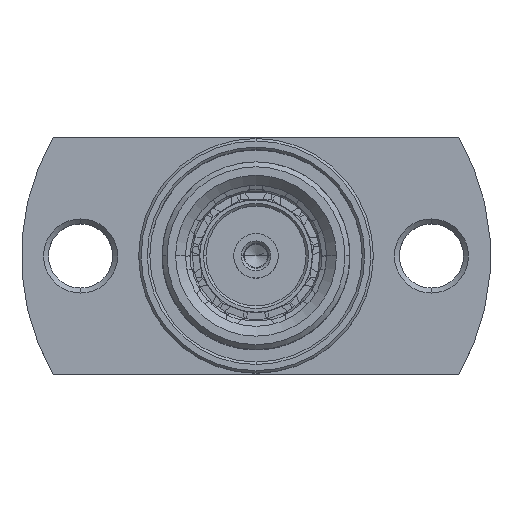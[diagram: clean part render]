
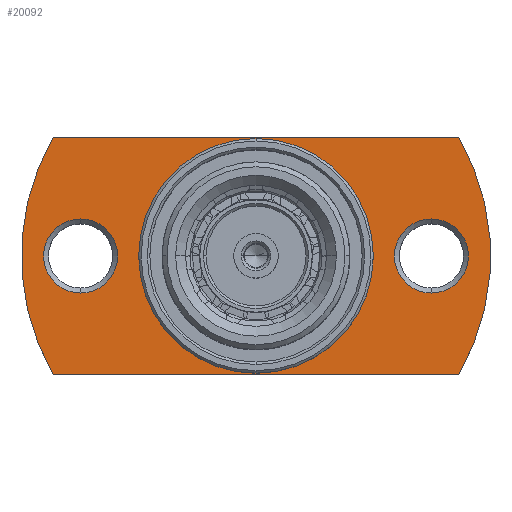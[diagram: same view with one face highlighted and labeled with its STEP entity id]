
A CAD part, top view. The second image highlights one B-rep face of the part: STEP entity #20092.
In plain terms, the highlighted planar face has unit normal (0, 0, 1).
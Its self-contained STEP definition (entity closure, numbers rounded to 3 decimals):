
#84 = ORIENTED_EDGE ( 'NONE', *, *, #11558, .T. ) ;
#239 = CARTESIAN_POINT ( 'NONE',  ( 0., 0., -5.2 ) ) ;
#352 = ORIENTED_EDGE ( 'NONE', *, *, #11883, .F. ) ;
#440 = AXIS2_PLACEMENT_3D ( 'NONE', #17040, #18822, #13853 ) ;
#960 = LINE ( 'NONE', #10925, #2400 ) ;
#1415 = CIRCLE ( 'NONE', #9202, 1.5 ) ;
#1872 = CARTESIAN_POINT ( 'NONE',  ( 0., 0., -5.2 ) ) ;
#2275 = CARTESIAN_POINT ( 'NONE',  ( 7.1, -1.5, -5.2 ) ) ;
#2400 = VECTOR ( 'NONE', #14303, 1000. ) ;
#2668 = DIRECTION ( 'NONE',  ( 0., -1., 0. ) ) ;
#3050 = AXIS2_PLACEMENT_3D ( 'NONE', #12638, #11158, #2668 ) ;
#3092 = CIRCLE ( 'NONE', #10225, 1.5 ) ;
#3552 = ORIENTED_EDGE ( 'NONE', *, *, #12976, .F. ) ;
#3757 = AXIS2_PLACEMENT_3D ( 'NONE', #239, #6698, #13159 ) ;
#4167 = ORIENTED_EDGE ( 'NONE', *, *, #11481, .F. ) ;
#4244 = CARTESIAN_POINT ( 'NONE',  ( 7.1, 1.5, -5.2 ) ) ;
#4246 = CARTESIAN_POINT ( 'NONE',  ( -7.1, 0., -5.2 ) ) ;
#4405 = AXIS2_PLACEMENT_3D ( 'NONE', #14539, #4906, #12955 ) ;
#4906 = DIRECTION ( 'NONE',  ( 0., 0., 1. ) ) ;
#5233 = EDGE_CURVE ( 'NONE', #9407, #9743, #5631, .T. ) ;
#5297 = VERTEX_POINT ( 'NONE', #9548 ) ;
#5631 = CIRCLE ( 'NONE', #16810, 1.5 ) ;
#5694 = DIRECTION ( 'NONE',  ( 0., 0., -1. ) ) ;
#5741 = VERTEX_POINT ( 'NONE', #8323 ) ;
#5766 = CIRCLE ( 'NONE', #4405, 9.5 ) ;
#5996 = CIRCLE ( 'NONE', #20525, 1.5 ) ;
#6179 = CARTESIAN_POINT ( 'NONE',  ( -8.198, 4.8, -5.2 ) ) ;
#6202 = VERTEX_POINT ( 'NONE', #13469 ) ;
#6623 = EDGE_CURVE ( 'NONE', #7175, #15280, #5996, .T. ) ;
#6698 = DIRECTION ( 'NONE',  ( 0., 0., 1. ) ) ;
#7175 = VERTEX_POINT ( 'NONE', #4244 ) ;
#7338 = EDGE_LOOP ( 'NONE', ( #14073, #4167 ) ) ;
#7442 = ORIENTED_EDGE ( 'NONE', *, *, #6623, .T. ) ;
#7473 = CARTESIAN_POINT ( 'NONE',  ( -7.1, -1.5, -5.2 ) ) ;
#7506 = CARTESIAN_POINT ( 'NONE',  ( 10.798, -4.8, -5.2 ) ) ;
#8288 = DIRECTION ( 'NONE',  ( 0., 1., 0. ) ) ;
#8323 = CARTESIAN_POINT ( 'NONE',  ( 8.198, -4.8, -5.2 ) ) ;
#8452 = CARTESIAN_POINT ( 'NONE',  ( 7.1, 0., -5.2 ) ) ;
#8690 = CARTESIAN_POINT ( 'NONE',  ( -7.1, 0., -5.2 ) ) ;
#8799 = FACE_BOUND ( 'NONE', #16004, .T. ) ;
#9093 = FACE_OUTER_BOUND ( 'NONE', #13022, .T. ) ;
#9202 = AXIS2_PLACEMENT_3D ( 'NONE', #8690, #5694, #8288 ) ;
#9222 = VERTEX_POINT ( 'NONE', #20403 ) ;
#9407 = VERTEX_POINT ( 'NONE', #12471 ) ;
#9548 = CARTESIAN_POINT ( 'NONE',  ( 0., -4.75, -5.2 ) ) ;
#9743 = VERTEX_POINT ( 'NONE', #7473 ) ;
#10225 = AXIS2_PLACEMENT_3D ( 'NONE', #14058, #14161, #11099 ) ;
#10456 = DIRECTION ( 'NONE',  ( 0., 1., 0. ) ) ;
#10691 = PLANE ( 'NONE',  #440 ) ;
#10925 = CARTESIAN_POINT ( 'NONE',  ( 9.815, 4.8, -5.2 ) ) ;
#11037 = DIRECTION ( 'NONE',  ( 0., 0., -1. ) ) ;
#11099 = DIRECTION ( 'NONE',  ( 0., 1., 0. ) ) ;
#11153 = VECTOR ( 'NONE', #20104, 1000. ) ;
#11158 = DIRECTION ( 'NONE',  ( 0., 0., 1. ) ) ;
#11481 = EDGE_CURVE ( 'NONE', #9222, #5297, #17613, .T. ) ;
#11558 = EDGE_CURVE ( 'NONE', #5741, #16069, #5766, .T. ) ;
#11602 = EDGE_CURVE ( 'NONE', #15462, #6202, #16271, .T. ) ;
#11883 = EDGE_CURVE ( 'NONE', #15462, #16069, #960, .T. ) ;
#12073 = FACE_BOUND ( 'NONE', #20345, .T. ) ;
#12219 = ORIENTED_EDGE ( 'NONE', *, *, #11602, .T. ) ;
#12471 = CARTESIAN_POINT ( 'NONE',  ( -7.1, 1.5, -5.2 ) ) ;
#12638 = CARTESIAN_POINT ( 'NONE',  ( 0., 0., -5.2 ) ) ;
#12955 = DIRECTION ( 'NONE',  ( 0., -1., 0. ) ) ;
#12976 = EDGE_CURVE ( 'NONE', #5741, #6202, #13556, .T. ) ;
#13022 = EDGE_LOOP ( 'NONE', ( #12219, #3552, #84, #352 ) ) ;
#13159 = DIRECTION ( 'NONE',  ( 0., -1., 0. ) ) ;
#13469 = CARTESIAN_POINT ( 'NONE',  ( -8.198, -4.8, -5.2 ) ) ;
#13556 = LINE ( 'NONE', #7506, #11153 ) ;
#13634 = DIRECTION ( 'NONE',  ( 0., 0., -1. ) ) ;
#13747 = CARTESIAN_POINT ( 'NONE',  ( 8.198, 4.8, -5.2 ) ) ;
#13853 = DIRECTION ( 'NONE',  ( 0., 1., 0. ) ) ;
#14058 = CARTESIAN_POINT ( 'NONE',  ( 7.1, 0., -5.2 ) ) ;
#14073 = ORIENTED_EDGE ( 'NONE', *, *, #20233, .F. ) ;
#14161 = DIRECTION ( 'NONE',  ( 0., 0., -1. ) ) ;
#14162 = ORIENTED_EDGE ( 'NONE', *, *, #16136, .T. ) ;
#14303 = DIRECTION ( 'NONE',  ( 1., 0., 0. ) ) ;
#14485 = DIRECTION ( 'NONE',  ( 0., 0., 1. ) ) ;
#14539 = CARTESIAN_POINT ( 'NONE',  ( 0., 0., -5.2 ) ) ;
#15150 = ORIENTED_EDGE ( 'NONE', *, *, #5233, .T. ) ;
#15280 = VERTEX_POINT ( 'NONE', #2275 ) ;
#15462 = VERTEX_POINT ( 'NONE', #6179 ) ;
#15675 = ORIENTED_EDGE ( 'NONE', *, *, #15950, .T. ) ;
#15950 = EDGE_CURVE ( 'NONE', #9743, #9407, #1415, .T. ) ;
#16004 = EDGE_LOOP ( 'NONE', ( #15675, #15150 ) ) ;
#16069 = VERTEX_POINT ( 'NONE', #13747 ) ;
#16136 = EDGE_CURVE ( 'NONE', #15280, #7175, #3092, .T. ) ;
#16271 = CIRCLE ( 'NONE', #3757, 9.5 ) ;
#16706 = CIRCLE ( 'NONE', #17705, 4.75 ) ;
#16810 = AXIS2_PLACEMENT_3D ( 'NONE', #4246, #11037, #20757 ) ;
#17040 = CARTESIAN_POINT ( 'NONE',  ( 4.75, 0., -5.2 ) ) ;
#17613 = CIRCLE ( 'NONE', #3050, 4.75 ) ;
#17705 = AXIS2_PLACEMENT_3D ( 'NONE', #1872, #14485, #17866 ) ;
#17866 = DIRECTION ( 'NONE',  ( 0., -1., 0. ) ) ;
#18822 = DIRECTION ( 'NONE',  ( 0., 0., -1. ) ) ;
#19027 = FACE_BOUND ( 'NONE', #7338, .T. ) ;
#20092 = ADVANCED_FACE ( 'NONE', ( #8799, #12073, #19027, #9093 ), #10691, .F. ) ;
#20104 = DIRECTION ( 'NONE',  ( -1., 0., 0. ) ) ;
#20233 = EDGE_CURVE ( 'NONE', #5297, #9222, #16706, .T. ) ;
#20345 = EDGE_LOOP ( 'NONE', ( #14162, #7442 ) ) ;
#20403 = CARTESIAN_POINT ( 'NONE',  ( 0., 4.75, -5.2 ) ) ;
#20525 = AXIS2_PLACEMENT_3D ( 'NONE', #8452, #13634, #10456 ) ;
#20757 = DIRECTION ( 'NONE',  ( 0., 1., 0. ) ) ;
